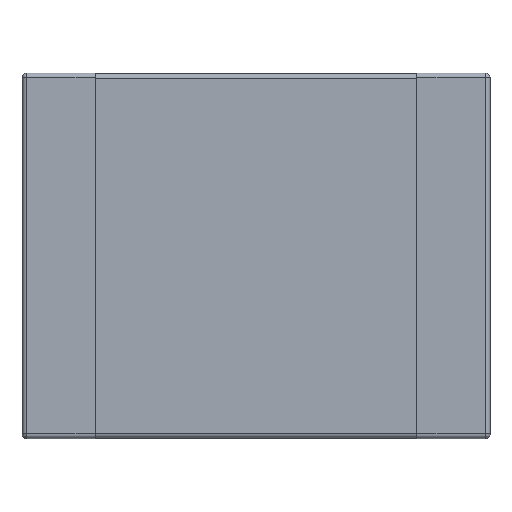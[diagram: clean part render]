
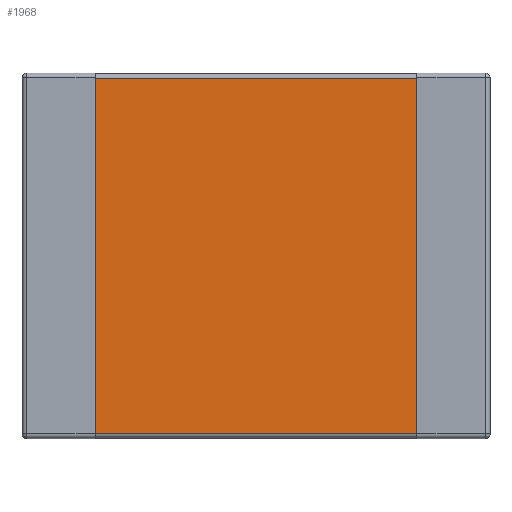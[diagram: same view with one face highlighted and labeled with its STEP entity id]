
A CAD part, top view. The second image highlights one B-rep face of the part: STEP entity #1968.
In plain terms, the highlighted planar face has unit normal (0, 0, 1).
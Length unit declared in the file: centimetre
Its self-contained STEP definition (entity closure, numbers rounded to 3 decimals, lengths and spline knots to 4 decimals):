
#93 = LINE ( 'NONE', #1784, #116 ) ;
#100 = EDGE_CURVE ( 'NONE', #1364, #1376, #93, .T. ) ;
#116 = VECTOR ( 'NONE', #985, 100. ) ;
#222 = LINE ( 'NONE', #1611, #1983 ) ;
#230 = CARTESIAN_POINT ( 'NONE',  ( -0.11, 0.1213, 0.1292 ) ) ;
#313 = CARTESIAN_POINT ( 'NONE',  ( 0.11, 0.1213, 0.1292 ) ) ;
#367 = DIRECTION ( 'NONE',  ( 0., 0., 1. ) ) ;
#373 = CARTESIAN_POINT ( 'NONE',  ( -0.11, -0.125, 0.1292 ) ) ;
#409 = DIRECTION ( 'NONE',  ( 1., 0., 0. ) ) ;
#516 = DIRECTION ( 'NONE',  ( 0., 1., 0. ) ) ;
#609 = VECTOR ( 'NONE', #1377, 100. ) ;
#659 = ORIENTED_EDGE ( 'NONE', *, *, #1162, .F. ) ;
#682 = EDGE_CURVE ( 'NONE', #1559, #1615, #222, .T. ) ;
#714 = CARTESIAN_POINT ( 'NONE',  ( -0.11, -0.1213, 0.1292 ) ) ;
#905 = LINE ( 'NONE', #1713, #609 ) ;
#985 = DIRECTION ( 'NONE',  ( -1., 0., 0. ) ) ;
#996 = FACE_OUTER_BOUND ( 'NONE', #1738, .T. ) ;
#1162 = EDGE_CURVE ( 'NONE', #1364, #1615, #905, .T. ) ;
#1219 = VECTOR ( 'NONE', #516, 100. ) ;
#1273 = CARTESIAN_POINT ( 'NONE',  ( 0., -0.1245, 0.1292 ) ) ;
#1285 = LINE ( 'NONE', #373, #1219 ) ;
#1317 = ORIENTED_EDGE ( 'NONE', *, *, #682, .T. ) ;
#1364 = VERTEX_POINT ( 'NONE', #313 ) ;
#1375 = EDGE_CURVE ( 'NONE', #1559, #1376, #1285, .T. ) ;
#1376 = VERTEX_POINT ( 'NONE', #230 ) ;
#1377 = DIRECTION ( 'NONE',  ( 0., -1., 0. ) ) ;
#1492 = ORIENTED_EDGE ( 'NONE', *, *, #1375, .F. ) ;
#1559 = VERTEX_POINT ( 'NONE', #714 ) ;
#1569 = AXIS2_PLACEMENT_3D ( 'NONE', #1273, #367, #1887 ) ;
#1578 = PLANE ( 'NONE',  #1569 ) ;
#1584 = ORIENTED_EDGE ( 'NONE', *, *, #100, .T. ) ;
#1611 = CARTESIAN_POINT ( 'NONE',  ( 0., -0.1213, 0.1292 ) ) ;
#1615 = VERTEX_POINT ( 'NONE', #1690 ) ;
#1690 = CARTESIAN_POINT ( 'NONE',  ( 0.11, -0.1213, 0.1292 ) ) ;
#1713 = CARTESIAN_POINT ( 'NONE',  ( 0.11, -0.125, 0.1292 ) ) ;
#1738 = EDGE_LOOP ( 'NONE', ( #1584, #1492, #1317, #659 ) ) ;
#1784 = CARTESIAN_POINT ( 'NONE',  ( 0., 0.1213, 0.1292 ) ) ;
#1887 = DIRECTION ( 'NONE',  ( 1., 0., 0. ) ) ;
#1968 = ADVANCED_FACE ( 'NONE', ( #996 ), #1578, .T. ) ;
#1983 = VECTOR ( 'NONE', #409, 100. ) ;
